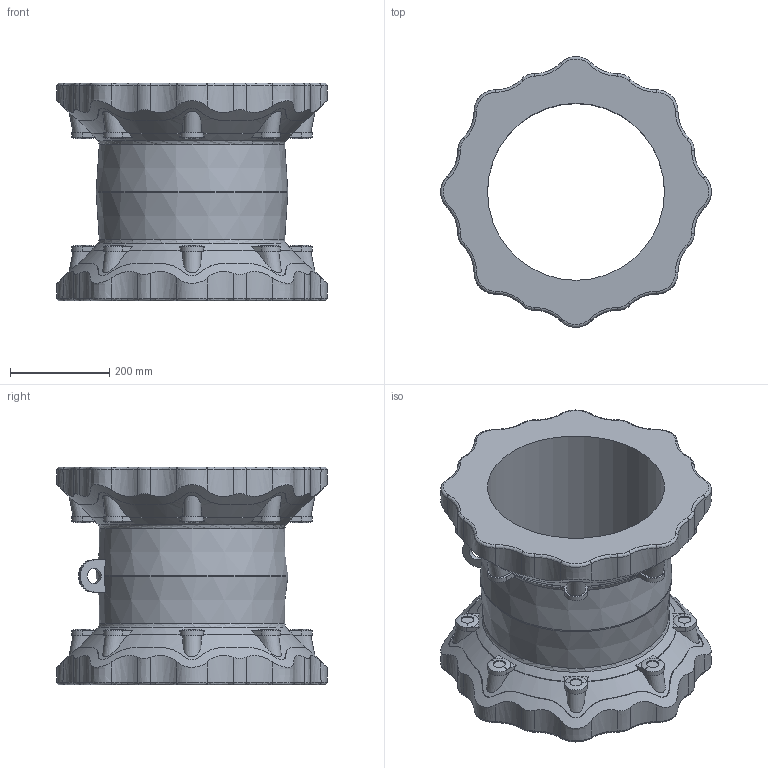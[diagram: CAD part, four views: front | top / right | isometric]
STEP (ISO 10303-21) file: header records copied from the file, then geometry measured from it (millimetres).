
FILE_DESCRIPTION (( 'STEP AP203' ), '1' );
FILE_NAME ('O_631_00_DN300_AA1_step.step', '2016-05-19T07:48:15', ( 'Windows User' ), ( 'AVK' ), 'SwSTEP 2.0', 'SolidWorks 2012', '' );
FILE_SCHEMA (( 'CONFIG_CONTROL_DESIGN' ));
Length unit declared in the file: millimetre
Products named in the file (1): O_631_00_DN300_AA1_step
Bounding box: 544.47 x 544.47 x 438 mm (x, y, z)
Volume: 21565589.6 mm3; surface area: 1452589.8 mm2
Topology: 1 solids, 1 shells, 631 faces, 1626 edges, 1000 vertices
Faces by surface type: bspline 278, plane 173, cylinder 100, torus 51, cone 29
Full cylindrical faces by diameter (mm): 30 x1, 356 x1
Entity records: 36945 total; most frequent: CARTESIAN_POINT 24216, ORIENTED_EDGE 3212, DIRECTION 1890, EDGE_CURVE 1606, VERTEX_POINT 992, AXIS2_PLACEMENT_3D 702, EDGE_LOOP 650, FACE_OUTER_BOUND 637
